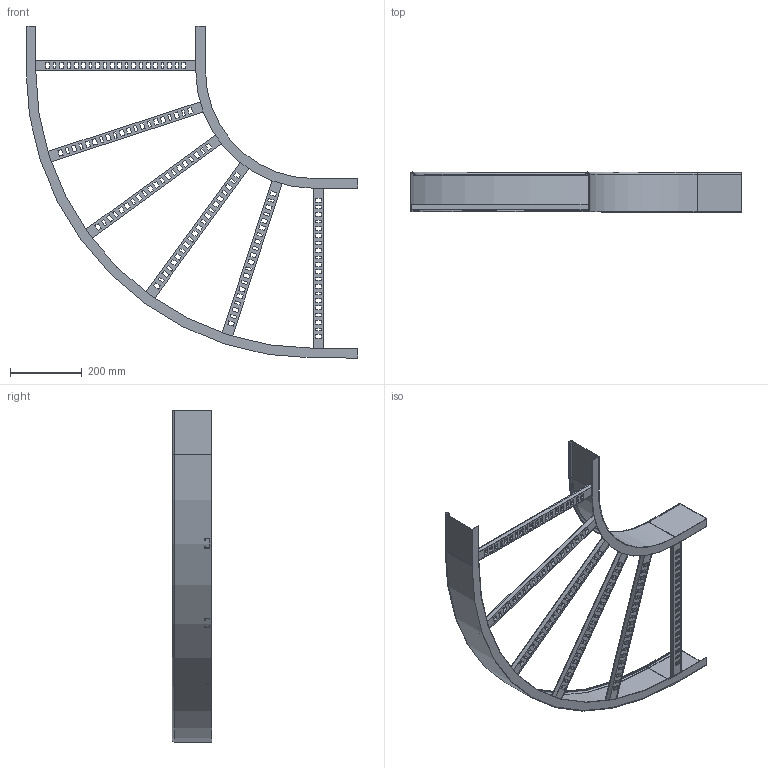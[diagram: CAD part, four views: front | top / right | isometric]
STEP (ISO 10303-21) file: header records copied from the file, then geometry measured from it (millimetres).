
FILE_DESCRIPTION (( 'STEP AP214' ), '1' );
FILE_NAME ('6225128.stp', '2017-03-22T10:46:39', ( '' ), ( '' ), 'SwSTEP 2.0', 'SolidWorks 2016', '' );
FILE_SCHEMA (( 'AUTOMOTIVE_DESIGN' ));
Length unit declared in the file: millimetre
Products named in the file (4): 6225128; 079986_L=0492; 086324_Auáenholm 110xR800; 086304_Innenholm 110xR300
Assembly tree (8 placements, depth 2):
  6225128
    086304_Innenholm 110xR300
    086324_Auáenholm 110xR800
    079986_L=0492  x6
Bounding box: 925 x 110 x 925 mm (x, y, z)
Volume: 766666.1 mm3; surface area: 1049185 mm2
Topology: 8 solids, 8 shells, 732 faces, 2108 edges, 1392 vertices
Faces by surface type: plane 710, cylinder 18, torus 4
Entity records: 5822 total; most frequent: CARTESIAN_POINT 993, ORIENTED_EDGE 976, DIRECTION 910, EDGE_CURVE 488, VECTOR 452, LINE 452, VERTEX_POINT 312, AXIS2_PLACEMENT_3D 229
